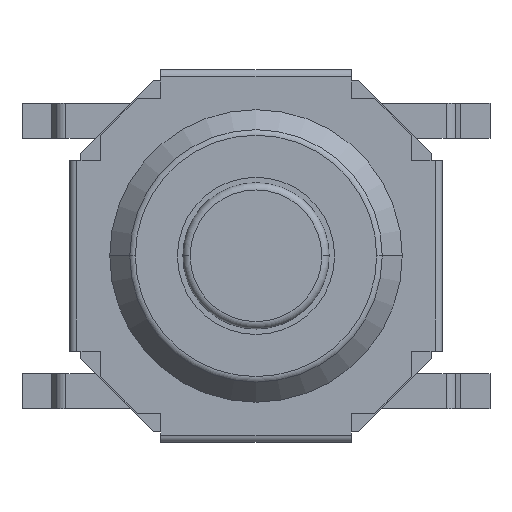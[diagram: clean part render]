
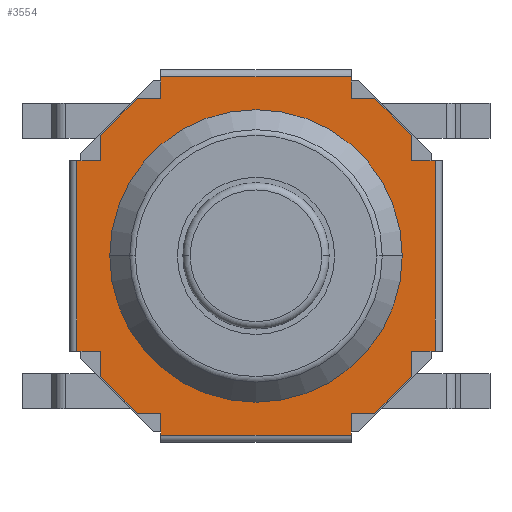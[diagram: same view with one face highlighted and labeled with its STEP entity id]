
A CAD part, top view. The second image highlights one B-rep face of the part: STEP entity #3554.
In plain terms, the highlighted planar face has unit normal (0, 0, 1).
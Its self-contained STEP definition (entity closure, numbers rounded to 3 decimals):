
#296=DIRECTION('',(-1.,0.,0.));
#297=VECTOR('',#296,2.6);
#298=CARTESIAN_POINT('',(1.3,2.45,0.84));
#299=LINE('',#298,#297);
#362=DIRECTION('',(0.,1.,0.));
#363=VECTOR('',#362,2.6);
#364=CARTESIAN_POINT('',(2.45,-1.3,0.84));
#365=LINE('',#364,#363);
#370=DIRECTION('',(-1.,0.,0.));
#371=VECTOR('',#370,0.325);
#372=CARTESIAN_POINT('',(-1.3,-2.15,0.84));
#373=LINE('',#372,#371);
#374=DIRECTION('',(-0.707,0.707,0.));
#375=VECTOR('',#374,0.707);
#376=CARTESIAN_POINT('',(-1.625,-2.15,0.84));
#377=LINE('',#376,#375);
#378=DIRECTION('',(0.,1.,0.));
#379=VECTOR('',#378,0.35);
#380=CARTESIAN_POINT('',(-2.125,-1.65,0.84));
#381=LINE('',#380,#379);
#382=DIRECTION('',(-1.,0.,0.));
#383=VECTOR('',#382,0.325);
#384=CARTESIAN_POINT('',(-2.125,-1.3,0.84));
#385=LINE('',#384,#383);
#386=DIRECTION('',(1.,0.,0.));
#387=VECTOR('',#386,0.325);
#388=CARTESIAN_POINT('',(-2.45,1.3,0.84));
#389=LINE('',#388,#387);
#390=DIRECTION('',(0.,1.,0.));
#391=VECTOR('',#390,0.35);
#392=CARTESIAN_POINT('',(-2.125,1.3,0.84));
#393=LINE('',#392,#391);
#394=DIRECTION('',(0.707,0.707,0.));
#395=VECTOR('',#394,0.707);
#396=CARTESIAN_POINT('',(-2.125,1.65,0.84));
#397=LINE('',#396,#395);
#398=DIRECTION('',(1.,0.,0.));
#399=VECTOR('',#398,0.325);
#400=CARTESIAN_POINT('',(-1.625,2.15,0.84));
#401=LINE('',#400,#399);
#402=DIRECTION('',(0.,1.,0.));
#403=VECTOR('',#402,0.3);
#404=CARTESIAN_POINT('',(-1.3,2.15,0.84));
#405=LINE('',#404,#403);
#406=DIRECTION('',(0.,-1.,0.));
#407=VECTOR('',#406,0.3);
#408=CARTESIAN_POINT('',(1.3,2.45,0.84));
#409=LINE('',#408,#407);
#410=DIRECTION('',(1.,0.,0.));
#411=VECTOR('',#410,0.325);
#412=CARTESIAN_POINT('',(1.3,2.15,0.84));
#413=LINE('',#412,#411);
#414=DIRECTION('',(0.707,-0.707,0.));
#415=VECTOR('',#414,0.707);
#416=CARTESIAN_POINT('',(1.625,2.15,0.84));
#417=LINE('',#416,#415);
#418=DIRECTION('',(0.,-1.,0.));
#419=VECTOR('',#418,0.35);
#420=CARTESIAN_POINT('',(2.125,1.65,0.84));
#421=LINE('',#420,#419);
#422=DIRECTION('',(1.,0.,0.));
#423=VECTOR('',#422,0.325);
#424=CARTESIAN_POINT('',(2.125,1.3,0.84));
#425=LINE('',#424,#423);
#426=DIRECTION('',(-1.,0.,0.));
#427=VECTOR('',#426,0.325);
#428=CARTESIAN_POINT('',(2.45,-1.3,0.84));
#429=LINE('',#428,#427);
#430=DIRECTION('',(0.,-1.,0.));
#431=VECTOR('',#430,0.35);
#432=CARTESIAN_POINT('',(2.125,-1.3,0.84));
#433=LINE('',#432,#431);
#434=DIRECTION('',(-0.707,-0.707,0.));
#435=VECTOR('',#434,0.707);
#436=CARTESIAN_POINT('',(2.125,-1.65,0.84));
#437=LINE('',#436,#435);
#438=DIRECTION('',(-1.,0.,0.));
#439=VECTOR('',#438,0.325);
#440=CARTESIAN_POINT('',(1.625,-2.15,0.84));
#441=LINE('',#440,#439);
#442=DIRECTION('',(0.,-1.,0.));
#443=VECTOR('',#442,0.3);
#444=CARTESIAN_POINT('',(1.3,-2.15,0.84));
#445=LINE('',#444,#443);
#446=DIRECTION('',(0.,1.,0.));
#447=VECTOR('',#446,0.3);
#448=CARTESIAN_POINT('',(-1.3,-2.45,0.84));
#449=LINE('',#448,#447);
#450=CARTESIAN_POINT('',(0.,0.,0.84));
#451=DIRECTION('',(0.,0.,1.));
#452=DIRECTION('',(1.,0.,0.));
#453=AXIS2_PLACEMENT_3D('',#450,#451,#452);
#455=CARTESIAN_POINT('',(0.,0.,0.84));
#456=DIRECTION('',(0.,0.,1.));
#457=DIRECTION('',(-1.,0.,0.));
#458=AXIS2_PLACEMENT_3D('',#455,#456,#457);
#497=DIRECTION('',(0.,-1.,0.));
#498=VECTOR('',#497,2.6);
#499=CARTESIAN_POINT('',(-2.45,1.3,0.84));
#500=LINE('',#499,#498);
#779=DIRECTION('',(1.,0.,0.));
#780=VECTOR('',#779,2.6);
#781=CARTESIAN_POINT('',(-1.3,-2.45,0.84));
#782=LINE('',#781,#780);
#2449=CARTESIAN_POINT('',(2.125,-1.3,0.84));
#2450=VERTEX_POINT('',#2449);
#2451=CARTESIAN_POINT('',(2.45,-1.3,0.84));
#2452=VERTEX_POINT('',#2451);
#2499=CARTESIAN_POINT('',(-2.125,1.65,0.84));
#2500=VERTEX_POINT('',#2499);
#2501=CARTESIAN_POINT('',(-2.125,1.3,0.84));
#2502=VERTEX_POINT('',#2501);
#2503=CARTESIAN_POINT('',(-1.625,2.15,0.84));
#2504=VERTEX_POINT('',#2503);
#2505=CARTESIAN_POINT('',(-1.3,2.15,0.84));
#2506=VERTEX_POINT('',#2505);
#2508=CARTESIAN_POINT('',(-1.3,2.45,0.84));
#2510=VERTEX_POINT('',#2508);
#2515=CARTESIAN_POINT('',(1.3,2.45,0.84));
#2517=VERTEX_POINT('',#2515);
#2519=CARTESIAN_POINT('',(1.3,2.15,0.84));
#2520=VERTEX_POINT('',#2519);
#2525=CARTESIAN_POINT('',(1.625,2.15,0.84));
#2526=VERTEX_POINT('',#2525);
#2527=CARTESIAN_POINT('',(2.125,1.65,0.84));
#2528=VERTEX_POINT('',#2527);
#2529=CARTESIAN_POINT('',(2.125,1.3,0.84));
#2530=VERTEX_POINT('',#2529);
#2531=CARTESIAN_POINT('',(2.45,1.3,0.84));
#2532=VERTEX_POINT('',#2531);
#2533=CARTESIAN_POINT('',(-1.3,-2.15,0.84));
#2534=CARTESIAN_POINT('',(-1.625,-2.15,0.84));
#2535=VERTEX_POINT('',#2533);
#2536=VERTEX_POINT('',#2534);
#2537=CARTESIAN_POINT('',(-2.125,-1.65,0.84));
#2538=VERTEX_POINT('',#2537);
#2539=CARTESIAN_POINT('',(-2.125,-1.3,0.84));
#2540=VERTEX_POINT('',#2539);
#2541=CARTESIAN_POINT('',(-2.45,-1.3,0.84));
#2542=VERTEX_POINT('',#2541);
#2543=CARTESIAN_POINT('',(-2.45,1.3,0.84));
#2544=VERTEX_POINT('',#2543);
#2545=CARTESIAN_POINT('',(2.125,-1.65,0.84));
#2546=VERTEX_POINT('',#2545);
#2547=CARTESIAN_POINT('',(1.625,-2.15,0.84));
#2548=VERTEX_POINT('',#2547);
#2549=CARTESIAN_POINT('',(1.3,-2.15,0.84));
#2550=VERTEX_POINT('',#2549);
#2551=CARTESIAN_POINT('',(1.3,-2.45,0.84));
#2552=VERTEX_POINT('',#2551);
#2553=CARTESIAN_POINT('',(-1.3,-2.45,0.84));
#2554=VERTEX_POINT('',#2553);
#2555=CARTESIAN_POINT('',(2.,0.,0.84));
#2556=CARTESIAN_POINT('',(-2.,0.,0.84));
#2557=VERTEX_POINT('',#2555);
#2558=VERTEX_POINT('',#2556);
#3505=CARTESIAN_POINT('',(-2.548,-2.548,0.84));
#3506=DIRECTION('',(0.,0.,1.));
#3507=DIRECTION('',(1.,0.,0.));
#3508=AXIS2_PLACEMENT_3D('',#3505,#3506,#3507);
#3509=PLANE('',#3508);
#3511=ORIENTED_EDGE('',*,*,#3510,.T.);
#3513=ORIENTED_EDGE('',*,*,#3512,.T.);
#3515=ORIENTED_EDGE('',*,*,#3514,.T.);
#3517=ORIENTED_EDGE('',*,*,#3516,.T.);
#3519=ORIENTED_EDGE('',*,*,#3518,.F.);
#3521=ORIENTED_EDGE('',*,*,#3520,.T.);
#3522=ORIENTED_EDGE('',*,*,#3342,.T.);
#3523=ORIENTED_EDGE('',*,*,#3357,.T.);
#3524=ORIENTED_EDGE('',*,*,#3371,.T.);
#3525=ORIENTED_EDGE('',*,*,#3384,.T.);
#3526=ORIENTED_EDGE('',*,*,#3404,.F.);
#3527=ORIENTED_EDGE('',*,*,#3420,.T.);
#3528=ORIENTED_EDGE('',*,*,#3440,.T.);
#3529=ORIENTED_EDGE('',*,*,#3454,.T.);
#3530=ORIENTED_EDGE('',*,*,#3468,.T.);
#3531=ORIENTED_EDGE('',*,*,#3481,.T.);
#3532=ORIENTED_EDGE('',*,*,#3498,.F.);
#3533=ORIENTED_EDGE('',*,*,#3264,.T.);
#3535=ORIENTED_EDGE('',*,*,#3534,.T.);
#3537=ORIENTED_EDGE('',*,*,#3536,.T.);
#3539=ORIENTED_EDGE('',*,*,#3538,.T.);
#3541=ORIENTED_EDGE('',*,*,#3540,.T.);
#3543=ORIENTED_EDGE('',*,*,#3542,.F.);
#3545=ORIENTED_EDGE('',*,*,#3544,.T.);
#3546=EDGE_LOOP('',(#3511,#3513,#3515,#3517,#3519,#3521,#3522,#3523,#3524,#3525,
#3526,#3527,#3528,#3529,#3530,#3531,#3532,#3533,#3535,#3537,#3539,#3541,#3543,
#3545));
#3547=FACE_OUTER_BOUND('',#3546,.F.);
#3549=ORIENTED_EDGE('',*,*,#3548,.T.);
#3551=ORIENTED_EDGE('',*,*,#3550,.T.);
#3552=EDGE_LOOP('',(#3549,#3551));
#3553=FACE_BOUND('',#3552,.F.);
#454=CIRCLE('',#453,2.);
#459=CIRCLE('',#458,2.);
#3264=EDGE_CURVE('',#2452,#2450,#429,.T.);
#3342=EDGE_CURVE('',#2502,#2500,#393,.T.);
#3357=EDGE_CURVE('',#2500,#2504,#397,.T.);
#3371=EDGE_CURVE('',#2504,#2506,#401,.T.);
#3384=EDGE_CURVE('',#2506,#2510,#405,.T.);
#3404=EDGE_CURVE('',#2517,#2510,#299,.T.);
#3420=EDGE_CURVE('',#2517,#2520,#409,.T.);
#3440=EDGE_CURVE('',#2520,#2526,#413,.T.);
#3454=EDGE_CURVE('',#2526,#2528,#417,.T.);
#3468=EDGE_CURVE('',#2528,#2530,#421,.T.);
#3481=EDGE_CURVE('',#2530,#2532,#425,.T.);
#3498=EDGE_CURVE('',#2452,#2532,#365,.T.);
#3510=EDGE_CURVE('',#2535,#2536,#373,.T.);
#3512=EDGE_CURVE('',#2536,#2538,#377,.T.);
#3514=EDGE_CURVE('',#2538,#2540,#381,.T.);
#3516=EDGE_CURVE('',#2540,#2542,#385,.T.);
#3518=EDGE_CURVE('',#2544,#2542,#500,.T.);
#3520=EDGE_CURVE('',#2544,#2502,#389,.T.);
#3534=EDGE_CURVE('',#2450,#2546,#433,.T.);
#3536=EDGE_CURVE('',#2546,#2548,#437,.T.);
#3538=EDGE_CURVE('',#2548,#2550,#441,.T.);
#3540=EDGE_CURVE('',#2550,#2552,#445,.T.);
#3542=EDGE_CURVE('',#2554,#2552,#782,.T.);
#3544=EDGE_CURVE('',#2554,#2535,#449,.T.);
#3548=EDGE_CURVE('',#2557,#2558,#454,.T.);
#3550=EDGE_CURVE('',#2558,#2557,#459,.T.);
#3554=ADVANCED_FACE('',(#3547,#3553),#3509,.T.);
